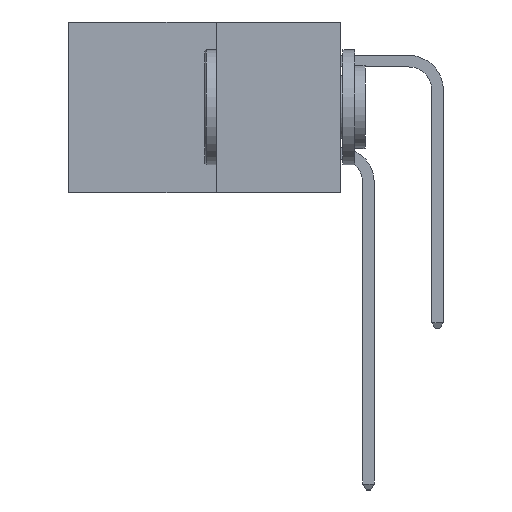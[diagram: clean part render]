
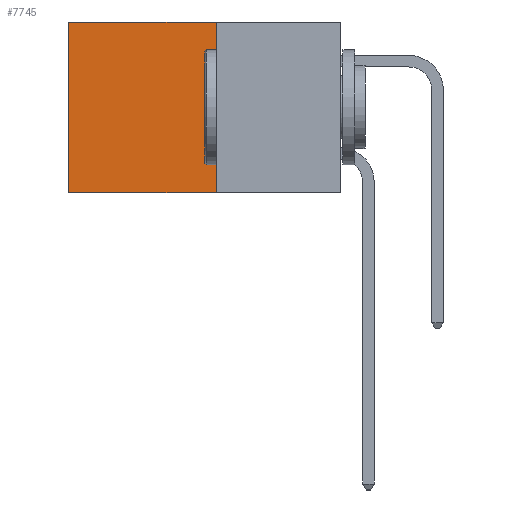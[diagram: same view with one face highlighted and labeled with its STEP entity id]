
A CAD part, left-side view. The second image highlights one B-rep face of the part: STEP entity #7745.
In plain terms, the highlighted planar face has unit normal (-1, 0, 0).
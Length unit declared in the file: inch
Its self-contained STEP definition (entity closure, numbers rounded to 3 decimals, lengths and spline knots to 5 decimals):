
#614 = LINE ( 'NONE', #1180, #13467 ) ;
#933 = CARTESIAN_POINT ( 'NONE',  ( 0.277, 0.59, -0.37 ) ) ;
#1180 = CARTESIAN_POINT ( 'NONE',  ( 0.277, 0.59, -0.37 ) ) ;
#1486 = DIRECTION ( 'NONE',  ( 0., 1., 0. ) ) ;
#1497 = EDGE_CURVE ( 'NONE', #5948, #2577, #614, .T. ) ;
#1707 = EDGE_CURVE ( 'NONE', #9079, #2577, #14009, .T. ) ;
#1894 = VECTOR ( 'NONE', #5622, 39.37008 ) ;
#2577 = VERTEX_POINT ( 'NONE', #933 ) ;
#2661 = ORIENTED_EDGE ( 'NONE', *, *, #1497, .T. ) ;
#3994 = EDGE_CURVE ( 'NONE', #13411, #9079, #12240, .T. ) ;
#4346 = ORIENTED_EDGE ( 'NONE', *, *, #12481, .T. ) ;
#5370 = CARTESIAN_POINT ( 'NONE',  ( 0.277, 0.27, -0.37 ) ) ;
#5622 = DIRECTION ( 'NONE',  ( 0., 1., 0. ) ) ;
#5710 = VECTOR ( 'NONE', #7895, 39.37008 ) ;
#5948 = VERTEX_POINT ( 'NONE', #7907 ) ;
#6868 = CARTESIAN_POINT ( 'NONE',  ( 0.277, 0.27, 0. ) ) ;
#7035 = DIRECTION ( 'NONE',  ( 0., 0., -1. ) ) ;
#7040 = DIRECTION ( 'NONE',  ( 0., 0., -1. ) ) ;
#7072 = DIRECTION ( 'NONE',  ( 1., 0., 0. ) ) ;
#7192 = PLANE ( 'NONE',  #14684 ) ;
#7364 = CARTESIAN_POINT ( 'NONE',  ( 0.277, 0.27, -0.37 ) ) ;
#7563 = ORIENTED_EDGE ( 'NONE', *, *, #1707, .F. ) ;
#7745 = ADVANCED_FACE ( 'NONE', ( #8761 ), #7192, .F. ) ;
#7895 = DIRECTION ( 'NONE',  ( 0., 0., -1. ) ) ;
#7907 = CARTESIAN_POINT ( 'NONE',  ( 0.277, 0.59, 0. ) ) ;
#8219 = LINE ( 'NONE', #6868, #1894 ) ;
#8761 = FACE_OUTER_BOUND ( 'NONE', #14757, .T. ) ;
#9079 = VERTEX_POINT ( 'NONE', #10659 ) ;
#10659 = CARTESIAN_POINT ( 'NONE',  ( 0.277, 0.27, -0.37 ) ) ;
#10809 = VECTOR ( 'NONE', #1486, 39.37008 ) ;
#11230 = ORIENTED_EDGE ( 'NONE', *, *, #3994, .F. ) ;
#12240 = LINE ( 'NONE', #13904, #5710 ) ;
#12481 = EDGE_CURVE ( 'NONE', #13411, #5948, #8219, .T. ) ;
#13411 = VERTEX_POINT ( 'NONE', #14659 ) ;
#13467 = VECTOR ( 'NONE', #7040, 39.37008 ) ;
#13904 = CARTESIAN_POINT ( 'NONE',  ( 0.277, 0.27, -0.37 ) ) ;
#14009 = LINE ( 'NONE', #5370, #10809 ) ;
#14659 = CARTESIAN_POINT ( 'NONE',  ( 0.277, 0.27, 0. ) ) ;
#14684 = AXIS2_PLACEMENT_3D ( 'NONE', #7364, #7072, #7035 ) ;
#14757 = EDGE_LOOP ( 'NONE', ( #2661, #7563, #11230, #4346 ) ) ;
